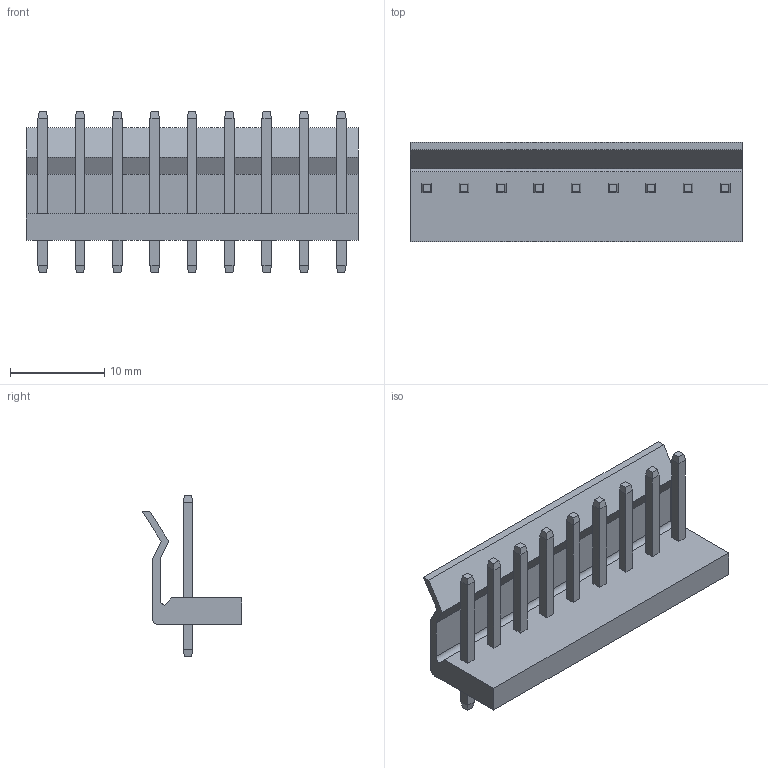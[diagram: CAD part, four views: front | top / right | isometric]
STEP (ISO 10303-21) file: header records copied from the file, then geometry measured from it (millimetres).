
FILE_DESCRIPTION(/* description */ ('Unknown'),/* implementation_level */ '2;1');
FILE_NAME(/* name */ 'JST - CH - Thru (V) - 9Pin - 3.96mm',/* time_stamp */ '2018-11-28T20:55:14-05:00',/* author */ ('Unknown'),/* organization */ ('Unknown'),/* preprocessor_version */ 'ST-DEVELOPER v16.7',/* originating_system */ 'DEX',/* authorisation */ $);
FILE_SCHEMA (('AUTOMOTIVE_DESIGN {1 0 10303 214 3 1 1}'));
Length unit declared in the file: millimetre
Products named in the file (1): JST - CH - Thru (V) - 9Pin - 3.96mm
Bounding box: 35.24 x 10.57 x 17.09 mm (x, y, z)
Volume: 1301.5 mm3; surface area: 2196.2 mm2
Topology: 1 solids, 21 shells, 395 faces, 906 edges, 580 vertices
Faces by surface type: plane 353, bspline 40, cylinder 2
Entity records: 15024 total; most frequent: CARTESIAN_POINT 3992, ORIENTED_EDGE 1804, DIRECTION 1352, EDGE_CURVE 902, LINE 632, VECTOR 632, VERTEX_POINT 580, EDGE_LOOP 438
